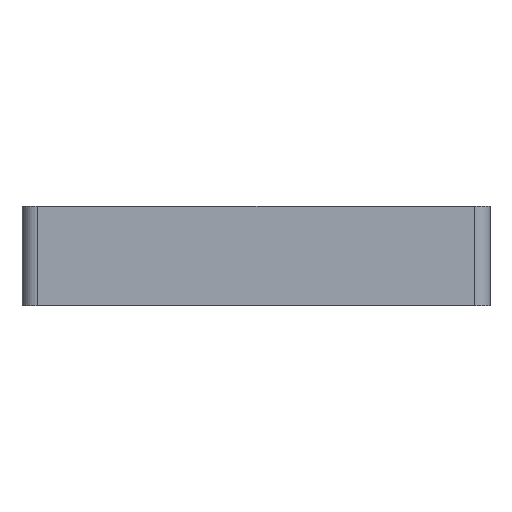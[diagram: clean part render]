
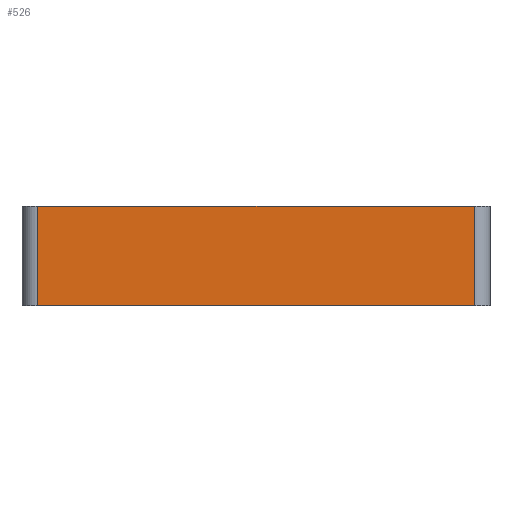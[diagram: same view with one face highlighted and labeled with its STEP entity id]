
A CAD part, left-side view. The second image highlights one B-rep face of the part: STEP entity #526.
In plain terms, the highlighted planar face has unit normal (-1, 0, 0).
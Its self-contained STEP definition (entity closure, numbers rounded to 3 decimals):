
#37 = CARTESIAN_POINT ( 'NONE',  ( 0., 0., 0. ) ) ;
#106 = CARTESIAN_POINT ( 'NONE',  ( 0., -2., 0. ) ) ;
#112 = VECTOR ( 'NONE', #833, 1000. ) ;
#114 = CARTESIAN_POINT ( 'NONE',  ( 0., 0., 12.7 ) ) ;
#168 = CARTESIAN_POINT ( 'NONE',  ( 0., -58., 12.7 ) ) ;
#193 = CARTESIAN_POINT ( 'NONE',  ( 0., -2., 12.7 ) ) ;
#198 = DIRECTION ( 'NONE',  ( 0., -1., 0. ) ) ;
#210 = LINE ( 'NONE', #114, #772 ) ;
#232 = ORIENTED_EDGE ( 'NONE', *, *, #433, .T. ) ;
#263 = CARTESIAN_POINT ( 'NONE',  ( 0., 0., 12.7 ) ) ;
#397 = LINE ( 'NONE', #37, #733 ) ;
#405 = VERTEX_POINT ( 'NONE', #465 ) ;
#433 = EDGE_CURVE ( 'NONE', #993, #405, #956, .T. ) ;
#465 = CARTESIAN_POINT ( 'NONE',  ( 0., -58., 12.7 ) ) ;
#516 = DIRECTION ( 'NONE',  ( 0., -1., 0. ) ) ;
#526 = ADVANCED_FACE ( 'NONE', ( #554 ), #665, .F. ) ;
#554 = FACE_OUTER_BOUND ( 'NONE', #783, .T. ) ;
#565 = CARTESIAN_POINT ( 'NONE',  ( 0., -58., 0. ) ) ;
#601 = VECTOR ( 'NONE', #807, 1000. ) ;
#611 = VERTEX_POINT ( 'NONE', #106 ) ;
#638 = ORIENTED_EDGE ( 'NONE', *, *, #773, .F. ) ;
#639 = VERTEX_POINT ( 'NONE', #734 ) ;
#665 = PLANE ( 'NONE',  #910 ) ;
#718 = EDGE_CURVE ( 'NONE', #611, #993, #397, .T. ) ;
#731 = ORIENTED_EDGE ( 'NONE', *, *, #748, .T. ) ;
#733 = VECTOR ( 'NONE', #198, 1000. ) ;
#734 = CARTESIAN_POINT ( 'NONE',  ( 0., -2., 12.7 ) ) ;
#748 = EDGE_CURVE ( 'NONE', #639, #611, #808, .T. ) ;
#772 = VECTOR ( 'NONE', #516, 1000. ) ;
#773 = EDGE_CURVE ( 'NONE', #639, #405, #210, .T. ) ;
#783 = EDGE_LOOP ( 'NONE', ( #816, #232, #638, #731 ) ) ;
#807 = DIRECTION ( 'NONE',  ( 0., 0., 1. ) ) ;
#808 = LINE ( 'NONE', #193, #112 ) ;
#816 = ORIENTED_EDGE ( 'NONE', *, *, #718, .T. ) ;
#833 = DIRECTION ( 'NONE',  ( 0., 0., -1. ) ) ;
#891 = DIRECTION ( 'NONE',  ( 0., 1., 0. ) ) ;
#910 = AXIS2_PLACEMENT_3D ( 'NONE', #263, #955, #891 ) ;
#955 = DIRECTION ( 'NONE',  ( 1., 0., 0. ) ) ;
#956 = LINE ( 'NONE', #168, #601 ) ;
#993 = VERTEX_POINT ( 'NONE', #565 ) ;
